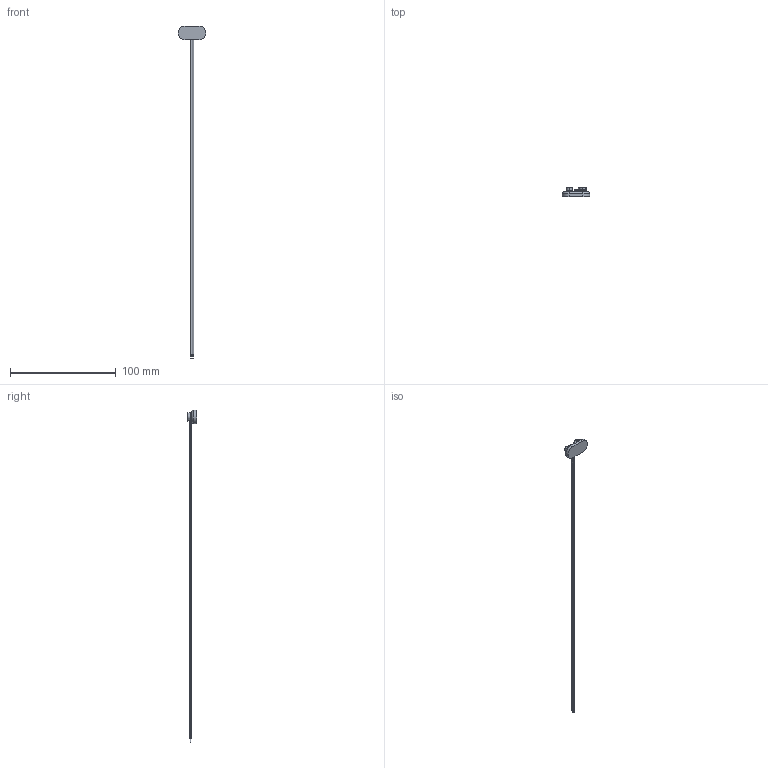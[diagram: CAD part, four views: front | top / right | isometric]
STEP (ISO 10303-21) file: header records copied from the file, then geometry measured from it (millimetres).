
FILE_DESCRIPTION (( 'STEP AP214' ), '1' );
FILE_NAME ('BS12T-MC.STEP', '2020-02-07T14:33:38', ( '' ), ( '' ), 'SwSTEP 2.0', 'SolidWorks 2017', '' );
FILE_SCHEMA (( 'AUTOMOTIVE_DESIGN' ));
Length unit declared in the file: millimetre
Products named in the file (1): BS12T-MC
Bounding box: 26.05 x 8.66 x 314.48 mm (x, y, z)
Volume: 2423.4 mm3; surface area: 6234.9 mm2
Topology: 7 solids, 7 shells, 163 faces, 406 edges, 262 vertices
Faces by surface type: plane 81, cylinder 56, torus 18, bspline 8
Entity records: 7696 total; most frequent: CARTESIAN_POINT 3648, DIRECTION 866, ORIENTED_EDGE 812, EDGE_CURVE 406, AXIS2_PLACEMENT_3D 348, VERTEX_POINT 262, CIRCLE 192, EDGE_LOOP 184
